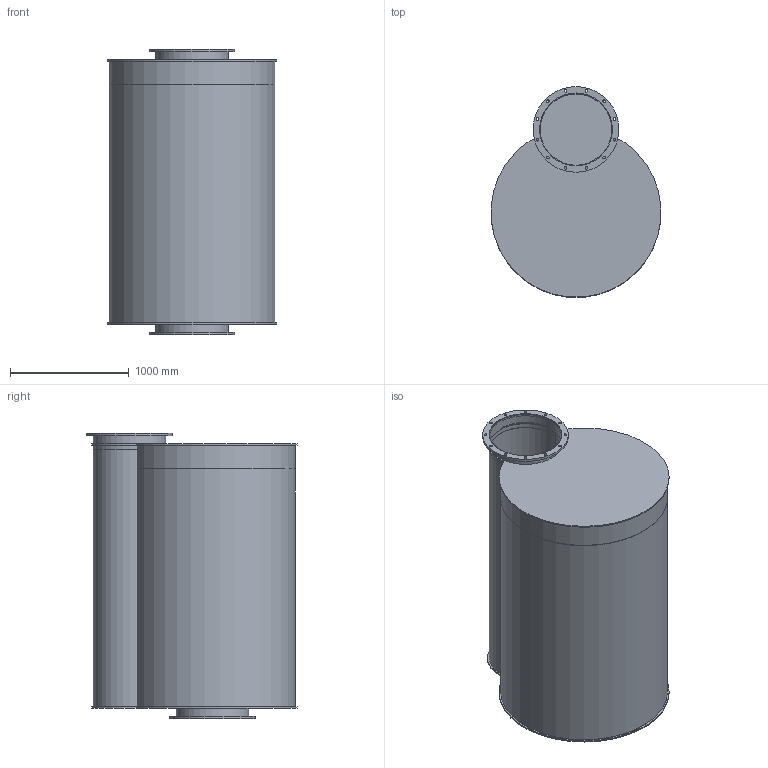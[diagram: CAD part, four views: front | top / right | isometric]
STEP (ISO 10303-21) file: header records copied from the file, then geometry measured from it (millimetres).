
FILE_DESCRIPTION(/* description */ (''),/* implementation_level */ '2;1');
FILE_NAME(/* name */ 'DAD 24.stp',/* time_stamp */ '2015-01-21T09:10:58+01:00',/* author */ ('Tekenkamer'),/* organization */ (''),/* preprocessor_version */ 'ST-DEVELOPER v15.6',/* originating_system */ 'Autodesk Inventor 2015',/* authorisation */ '');
FILE_SCHEMA (('AUTOMOTIVE_DESIGN { 1 0 10303 214 3 1 1 }'));
Length unit declared in the file: millimetre
Products named in the file (1): MAAT3D
Bounding box: 1426.01 x 1768.32 x 2400 mm (x, y, z)
Volume: 103031681 mm3; surface area: 41204652.7 mm2
Topology: 10 solids, 10 shells, 70 faces, 150 edges, 100 vertices
Faces by surface type: cylinder 50, plane 20
Full cylindrical faces by diameter (mm): 22 x24, 602 x4, 610 x4, 612 x4, 720 x2
Entity records: 1914 total; most frequent: DIRECTION 354, CARTESIAN_POINT 283, ORIENTED_EDGE 224, EDGE_LOOP 172, AXIS2_PLACEMENT_3D 171, EDGE_CURVE 112, FACE_BOUND 102, CIRCLE 100
